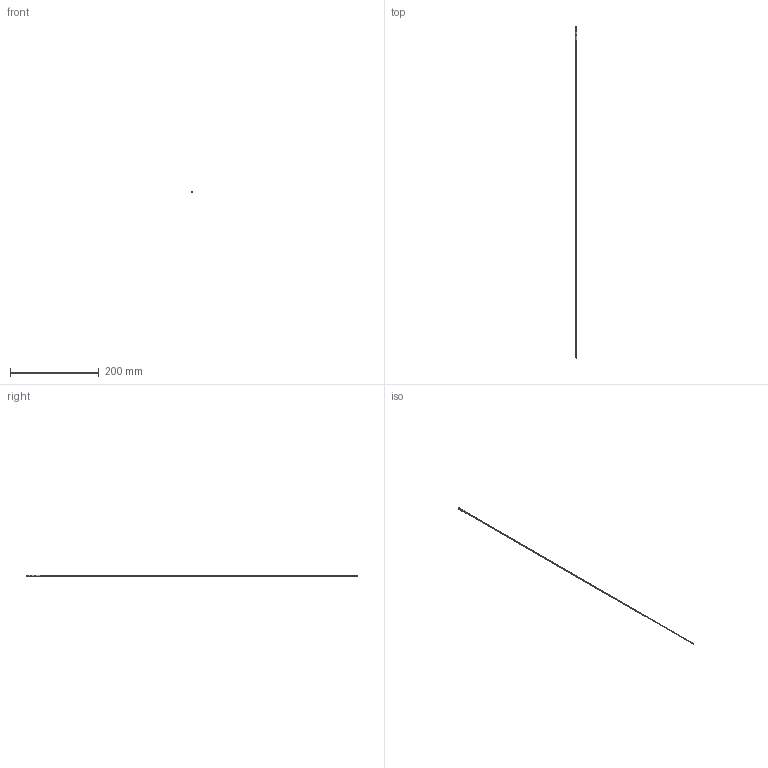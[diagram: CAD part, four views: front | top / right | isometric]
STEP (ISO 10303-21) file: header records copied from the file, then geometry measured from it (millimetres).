
FILE_DESCRIPTION (( 'STEP AP203' ), '1' );
FILE_NAME ('INGUN_SE-RG178-50110MG075.STEP', '2022-05-09T12:27:24', ( 'ochi' ), ( '' ), 'SwSTEP 2.0', 'SolidWorks 2018', '' );
FILE_SCHEMA (( 'CONFIG_CONTROL_DESIGN' ));
Length unit declared in the file: millimetre
Products named in the file (1): INGUN_SE-RG178-50110MG075
Bounding box: 3.4 x 750 x 3.4 mm (x, y, z)
Volume: 2028.1 mm3; surface area: 4478.4 mm2
Topology: 1 solids, 1 shells, 151 faces, 394 edges, 254 vertices
Faces by surface type: plane 63, cylinder 34, cone 28, bspline 22, torus 4
Entity records: 5211 total; most frequent: CARTESIAN_POINT 1596, ORIENTED_EDGE 788, DIRECTION 670, EDGE_CURVE 394, AXIS2_PLACEMENT_3D 262, VERTEX_POINT 254, EDGE_LOOP 162, ADVANCED_FACE 151
